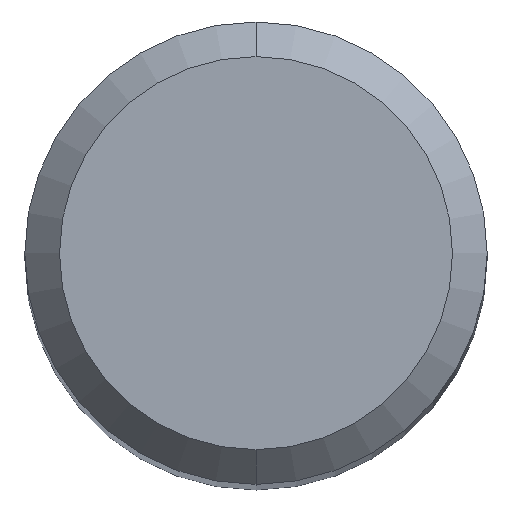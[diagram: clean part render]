
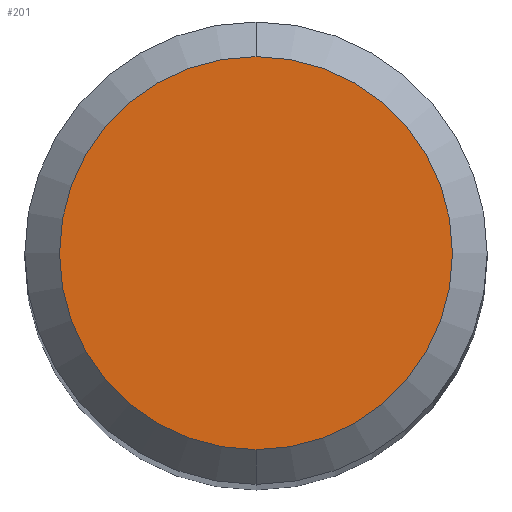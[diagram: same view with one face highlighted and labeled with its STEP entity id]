
A CAD part, top view. The second image highlights one B-rep face of the part: STEP entity #201.
In plain terms, the highlighted planar face has unit normal (0, 0, 1).
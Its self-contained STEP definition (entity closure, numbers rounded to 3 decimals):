
#125=VERTEX_POINT('',#274);
#135=VERTEX_POINT('',#285);
#137=EDGE_CURVE('',#125,#135,#287,.T.);
#169=EDGE_CURVE('',#135,#125,#322,.T.);
#201=ADVANCED_FACE('',(#359),#360,.T.);
#274=CARTESIAN_POINT('',(0.0,1.7,0.0));
#285=CARTESIAN_POINT('',(0.,-1.7,0.0));
#287=CIRCLE('',#451,1.7);
#322=CIRCLE('',#495,1.7);
#359=FACE_OUTER_BOUND('',#543,.T.);
#360=PLANE('',#544);
#451=AXIS2_PLACEMENT_3D('',#620,#621,#622);
#495=AXIS2_PLACEMENT_3D('',#660,#661,#662);
#543=EDGE_LOOP('',(#726,#727));
#544=AXIS2_PLACEMENT_3D('',#728,#729,#730);
#620=CARTESIAN_POINT('',(0.0,0.0,0.0));
#621=DIRECTION('',(0.0,0.0,-1.0));
#622=DIRECTION('',(0.0,1.0,0.0));
#660=CARTESIAN_POINT('',(0.0,0.0,0.0));
#661=DIRECTION('',(0.0,0.0,-1.0));
#662=DIRECTION('',(0.0,1.0,0.0));
#726=ORIENTED_EDGE('',*,*,#137,.F.);
#727=ORIENTED_EDGE('',*,*,#169,.F.);
#728=CARTESIAN_POINT('',(0.0,0.85,0.0));
#729=DIRECTION('',(-0.0,0.0,1.0));
#730=DIRECTION('',(0.0,-1.0,0.0));
